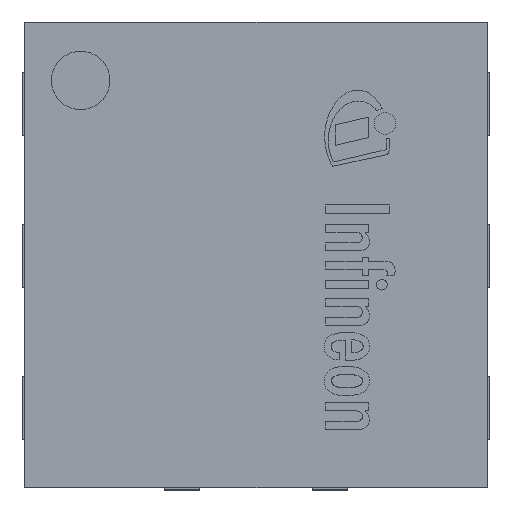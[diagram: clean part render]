
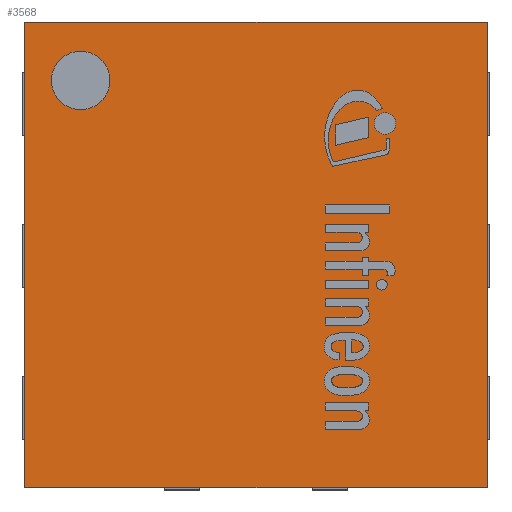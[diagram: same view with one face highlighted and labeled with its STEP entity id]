
A CAD part, top view. The second image highlights one B-rep face of the part: STEP entity #3568.
In plain terms, the highlighted planar face has unit normal (0, 0, 1).
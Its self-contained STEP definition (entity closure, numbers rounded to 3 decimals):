
#113=FACE_BOUND('',#424,.T.);
#121=CIRCLE('',#3806,0.125);
#203=FACE_OUTER_BOUND('',#423,.T.);
#423=EDGE_LOOP('',(#2382,#2383,#2384,#2385));
#424=EDGE_LOOP('',(#2386));
#643=LINE('',#4999,#1073);
#649=LINE('',#5018,#1079);
#652=LINE('',#5022,#1082);
#654=LINE('',#5025,#1084);
#1073=VECTOR('',#4061,1.);
#1079=VECTOR('',#4077,1.);
#1082=VECTOR('',#4082,1.);
#1084=VECTOR('',#4086,1.);
#1503=VERTEX_POINT('',#4997);
#1504=VERTEX_POINT('',#4998);
#1507=VERTEX_POINT('',#5006);
#1511=VERTEX_POINT('',#5015);
#1512=VERTEX_POINT('',#5017);
#1847=EDGE_CURVE('',#1503,#1504,#643,.T.);
#1851=EDGE_CURVE('',#1507,#1507,#121,.T.);
#1855=EDGE_CURVE('',#1512,#1511,#649,.T.);
#1858=EDGE_CURVE('',#1512,#1503,#652,.T.);
#1860=EDGE_CURVE('',#1511,#1504,#654,.T.);
#2382=ORIENTED_EDGE('',*,*,#1860,.T.);
#2383=ORIENTED_EDGE('',*,*,#1847,.F.);
#2384=ORIENTED_EDGE('',*,*,#1858,.F.);
#2385=ORIENTED_EDGE('',*,*,#1855,.T.);
#2386=ORIENTED_EDGE('',*,*,#1851,.T.);
#3389=PLANE('',#3813);
#3568=ADVANCED_FACE('',(#203,#113),#3389,.T.);
#3806=AXIS2_PLACEMENT_3D('',#5007,#4067,#4068);
#3813=AXIS2_PLACEMENT_3D('',#5027,#4089,#4090);
#4061=DIRECTION('',(1.,0.,0.));
#4067=DIRECTION('center_axis',(0.,0.,-1.));
#4068=DIRECTION('ref_axis',(-1.,0.,0.));
#4077=DIRECTION('',(1.,0.,0.));
#4082=DIRECTION('',(0.,1.,0.));
#4086=DIRECTION('',(0.,1.,0.));
#4089=DIRECTION('center_axis',(0.,0.,1.));
#4090=DIRECTION('ref_axis',(1.,0.,0.));
#4997=CARTESIAN_POINT('',(-0.99,1.,0.9));
#4998=CARTESIAN_POINT('',(0.99,1.,0.9));
#4999=CARTESIAN_POINT('',(-0.99,1.,0.9));
#5006=CARTESIAN_POINT('',(-0.625,0.75,0.9));
#5007=CARTESIAN_POINT('Origin',(-0.75,0.75,0.9));
#5015=CARTESIAN_POINT('',(0.99,-0.99,0.9));
#5017=CARTESIAN_POINT('',(-0.99,-0.99,0.9));
#5018=CARTESIAN_POINT('',(0.99,-0.99,0.9));
#5022=CARTESIAN_POINT('',(-0.99,0.99,0.9));
#5025=CARTESIAN_POINT('',(0.99,0.99,0.9));
#5027=CARTESIAN_POINT('Origin',(0.,0.,
0.9));
